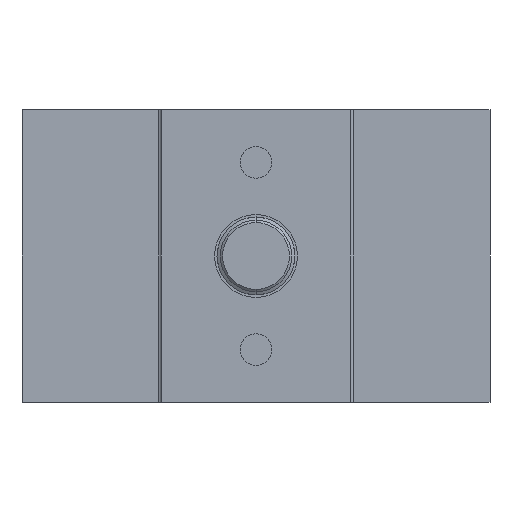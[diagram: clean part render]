
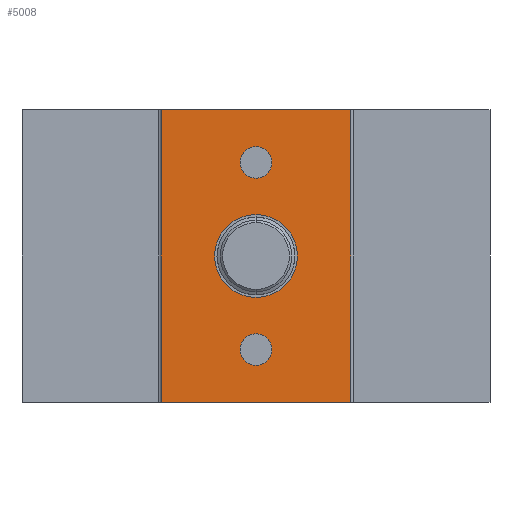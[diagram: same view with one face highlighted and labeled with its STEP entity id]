
A CAD part, front view. The second image highlights one B-rep face of the part: STEP entity #5008.
In plain terms, the highlighted planar face has unit normal (0, -1, 0).
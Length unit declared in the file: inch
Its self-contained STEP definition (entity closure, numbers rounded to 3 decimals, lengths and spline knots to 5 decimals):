
#2 = CARTESIAN_POINT ( 'NONE',  ( -0.1015, -1.5, -0.6 ) ) ;
#11 = VECTOR ( 'NONE', #38, 39.37008 ) ;
#12 = DIRECTION ( 'NONE',  ( 0., 0., -1. ) ) ;
#13 = VECTOR ( 'NONE', #12, 39.37008 ) ;
#14 = CARTESIAN_POINT ( 'NONE',  ( 0.6075, -1.5, 0.9375 ) ) ;
#15 = LINE ( 'NONE', #14, #13 ) ;
#38 = DIRECTION ( 'NONE',  ( 0., 0., -1. ) ) ;
#61 = CARTESIAN_POINT ( 'NONE',  ( -0.1015, -1.5, 0.6 ) ) ;
#103 = CARTESIAN_POINT ( 'NONE',  ( 0., -1.5, -0.2655 ) ) ;
#104 = DIRECTION ( 'NONE',  ( 0., 0., -1. ) ) ;
#105 = DIRECTION ( 'NONE',  ( 0., -1., 0. ) ) ;
#106 = CARTESIAN_POINT ( 'NONE',  ( 0., -1.5, 0. ) ) ;
#107 = AXIS2_PLACEMENT_3D ( 'NONE', #106, #105, #104 ) ;
#108 = CIRCLE ( 'NONE', #107, 0.2655 ) ;
#109 = CARTESIAN_POINT ( 'NONE',  ( -0.6075, -1.5, 0.9375 ) ) ;
#110 = LINE ( 'NONE', #109, #11 ) ;
#112 = CARTESIAN_POINT ( 'NONE',  ( -0.6075, -1.5, -0.9375 ) ) ;
#116 = DIRECTION ( 'NONE',  ( 0., 0., -1. ) ) ;
#117 = DIRECTION ( 'NONE',  ( 0., -1., 0. ) ) ;
#118 = AXIS2_PLACEMENT_3D ( 'NONE', #158, #117, #116 ) ;
#119 = CIRCLE ( 'NONE', #118, 0.2655 ) ;
#122 = CARTESIAN_POINT ( 'NONE',  ( 0., -1.5, -0.6 ) ) ;
#123 = AXIS2_PLACEMENT_3D ( 'NONE', #122, #160, #159 ) ;
#124 = CIRCLE ( 'NONE', #123, 0.1015 ) ;
#125 = CARTESIAN_POINT ( 'NONE',  ( 0., -1.5, 0.6 ) ) ;
#148 = CARTESIAN_POINT ( 'NONE',  ( 0.1015, -1.5, -0.6 ) ) ;
#149 = DIRECTION ( 'NONE',  ( -1., 0., 0. ) ) ;
#150 = DIRECTION ( 'NONE',  ( 0., 1., 0. ) ) ;
#151 = CARTESIAN_POINT ( 'NONE',  ( 0., -1.5, -0.6 ) ) ;
#152 = AXIS2_PLACEMENT_3D ( 'NONE', #151, #150, #149 ) ;
#153 = CIRCLE ( 'NONE', #152, 0.1015 ) ;
#154 = DIRECTION ( 'NONE',  ( -1., 0., 0. ) ) ;
#155 = DIRECTION ( 'NONE',  ( 0., 1., 0. ) ) ;
#156 = AXIS2_PLACEMENT_3D ( 'NONE', #125, #155, #154 ) ;
#157 = CIRCLE ( 'NONE', #156, 0.1015 ) ;
#158 = CARTESIAN_POINT ( 'NONE',  ( 0., -1.5, 0. ) ) ;
#159 = DIRECTION ( 'NONE',  ( -1., 0., 0. ) ) ;
#160 = DIRECTION ( 'NONE',  ( 0., 1., 0. ) ) ;
#161 = CARTESIAN_POINT ( 'NONE',  ( -0.6075, -1.5, 0.9375 ) ) ;
#212 = PLANE ( 'NONE',  #263 ) ;
#213 = FACE_OUTER_BOUND ( 'NONE', #4792, .T. ) ;
#234 = FACE_BOUND ( 'NONE', #4788, .T. ) ;
#235 = FACE_BOUND ( 'NONE', #4784, .T. ) ;
#250 = DIRECTION ( 'NONE',  ( 1., 0., 0. ) ) ;
#251 = VECTOR ( 'NONE', #250, 39.37008 ) ;
#252 = CARTESIAN_POINT ( 'NONE',  ( -0.6075, -1.5, 0.9375 ) ) ;
#253 = LINE ( 'NONE', #252, #251 ) ;
#260 = DIRECTION ( 'NONE',  ( -1., 0., 0. ) ) ;
#261 = DIRECTION ( 'NONE',  ( 0., 1., 0. ) ) ;
#262 = CARTESIAN_POINT ( 'NONE',  ( -0.6075, -1.5, 0.9375 ) ) ;
#263 = AXIS2_PLACEMENT_3D ( 'NONE', #262, #261, #260 ) ;
#266 = FACE_BOUND ( 'NONE', #4780, .T. ) ;
#4528 = DIRECTION ( 'NONE',  ( 1., 0., 0. ) ) ;
#4529 = VECTOR ( 'NONE', #4528, 39.37008 ) ;
#4530 = CARTESIAN_POINT ( 'NONE',  ( -0.6075, -1.5, -0.9375 ) ) ;
#4531 = LINE ( 'NONE', #4530, #4529 ) ;
#4537 = EDGE_CURVE ( 'NONE', #4538, #4710, #6809, .T. ) ;
#4538 = VERTEX_POINT ( 'NONE', #6791 ) ;
#4549 = VERTEX_POINT ( 'NONE', #6801 ) ;
#4582 = VERTEX_POINT ( 'NONE', #6883 ) ;
#4589 = VERTEX_POINT ( 'NONE', #6872 ) ;
#4710 = VERTEX_POINT ( 'NONE', #61 ) ;
#4718 = VERTEX_POINT ( 'NONE', #2 ) ;
#4720 = EDGE_CURVE ( 'NONE', #4589, #4582, #15, .T. ) ;
#4739 = EDGE_CURVE ( 'NONE', #4740, #4718, #153, .T. ) ;
#4740 = VERTEX_POINT ( 'NONE', #148 ) ;
#4743 = EDGE_CURVE ( 'NONE', #4549, #4744, #108, .T. ) ;
#4744 = VERTEX_POINT ( 'NONE', #103 ) ;
#4780 = EDGE_LOOP ( 'NONE', ( #4781, #4782 ) ) ;
#4781 = ORIENTED_EDGE ( 'NONE', *, *, #4739, .T. ) ;
#4782 = ORIENTED_EDGE ( 'NONE', *, *, #4783, .T. ) ;
#4783 = EDGE_CURVE ( 'NONE', #4718, #4740, #124, .T. ) ;
#4784 = EDGE_LOOP ( 'NONE', ( #4785, #4786 ) ) ;
#4785 = ORIENTED_EDGE ( 'NONE', *, *, #4537, .T. ) ;
#4786 = ORIENTED_EDGE ( 'NONE', *, *, #4787, .T. ) ;
#4787 = EDGE_CURVE ( 'NONE', #4710, #4538, #157, .T. ) ;
#4788 = EDGE_LOOP ( 'NONE', ( #4789, #4791 ) ) ;
#4789 = ORIENTED_EDGE ( 'NONE', *, *, #4790, .F. ) ;
#4790 = EDGE_CURVE ( 'NONE', #4744, #4549, #119, .T. ) ;
#4791 = ORIENTED_EDGE ( 'NONE', *, *, #4743, .F. ) ;
#4792 = EDGE_LOOP ( 'NONE', ( #4968, #5051, #5052, #5054 ) ) ;
#4797 = VERTEX_POINT ( 'NONE', #112 ) ;
#4799 = EDGE_CURVE ( 'NONE', #4800, #4797, #110, .T. ) ;
#4800 = VERTEX_POINT ( 'NONE', #161 ) ;
#4968 = ORIENTED_EDGE ( 'NONE', *, *, #4969, .T. ) ;
#4969 = EDGE_CURVE ( 'NONE', #4797, #4582, #4531, .T. ) ;
#5008 = ADVANCED_FACE ( 'NONE', ( #266, #235, #234, #213 ), #212, .F. ) ;
#5051 = ORIENTED_EDGE ( 'NONE', *, *, #4720, .F. ) ;
#5052 = ORIENTED_EDGE ( 'NONE', *, *, #5053, .F. ) ;
#5053 = EDGE_CURVE ( 'NONE', #4800, #4589, #253, .T. ) ;
#5054 = ORIENTED_EDGE ( 'NONE', *, *, #4799, .T. ) ;
#6791 = CARTESIAN_POINT ( 'NONE',  ( 0.1015, -1.5, 0.6 ) ) ;
#6792 = DIRECTION ( 'NONE',  ( -1., 0., 0. ) ) ;
#6793 = DIRECTION ( 'NONE',  ( 0., 1., 0. ) ) ;
#6801 = CARTESIAN_POINT ( 'NONE',  ( 0., -1.5, 0.2655 ) ) ;
#6807 = CARTESIAN_POINT ( 'NONE',  ( 0., -1.5, 0.6 ) ) ;
#6808 = AXIS2_PLACEMENT_3D ( 'NONE', #6807, #6793, #6792 ) ;
#6809 = CIRCLE ( 'NONE', #6808, 0.1015 ) ;
#6872 = CARTESIAN_POINT ( 'NONE',  ( 0.6075, -1.5, 0.9375 ) ) ;
#6883 = CARTESIAN_POINT ( 'NONE',  ( 0.6075, -1.5, -0.9375 ) ) ;
